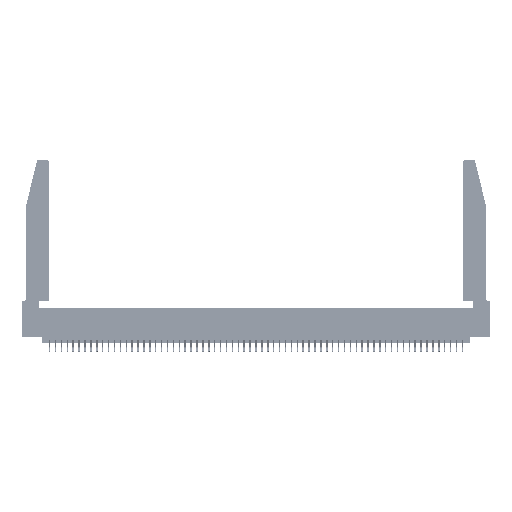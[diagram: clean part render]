
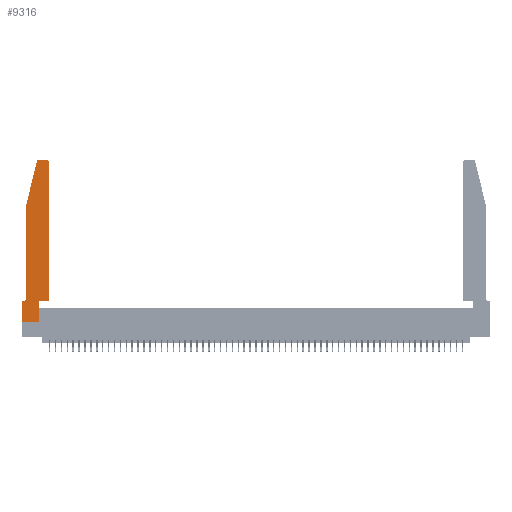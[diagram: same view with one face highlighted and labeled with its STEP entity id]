
A CAD part, top view. The second image highlights one B-rep face of the part: STEP entity #9316.
In plain terms, the highlighted planar face has unit normal (0, 0, 1).
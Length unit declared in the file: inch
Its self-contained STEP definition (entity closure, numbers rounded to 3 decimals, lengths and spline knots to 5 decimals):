
#1102 = CARTESIAN_POINT ( 'NONE',  ( 0.0755, 0.35, 0.37 ) ) ;
#1228 = DIRECTION ( 'NONE',  ( 0., 0., 1. ) ) ;
#3558 = AXIS2_PLACEMENT_3D ( 'NONE', #48889, #53270, #27179 ) ;
#4063 = ORIENTED_EDGE ( 'NONE', *, *, #16468, .T. ) ;
#4303 = LINE ( 'NONE', #41189, #26494 ) ;
#4327 = DIRECTION ( 'NONE',  ( 1., 0., 0. ) ) ;
#4356 = LINE ( 'NONE', #30575, #26543 ) ;
#5296 = ORIENTED_EDGE ( 'NONE', *, *, #50348, .T. ) ;
#6396 = AXIS2_PLACEMENT_3D ( 'NONE', #27776, #1228, #32184 ) ;
#6952 = LINE ( 'NONE', #9614, #29063 ) ;
#8510 = CARTESIAN_POINT ( 'NONE',  ( 0.25487, 2.72718, 0.37 ) ) ;
#9026 = CIRCLE ( 'NONE', #15637, 0.03 ) ;
#9316 = ADVANCED_FACE ( 'NONE', ( #42001 ), #18374, .T. ) ;
#9323 = EDGE_CURVE ( 'NONE', #39299, #29973, #6952, .T. ) ;
#9439 = VECTOR ( 'NONE', #36600, 39.37008 ) ;
#9546 = ORIENTED_EDGE ( 'NONE', *, *, #9323, .T. ) ;
#9614 = CARTESIAN_POINT ( 'NONE',  ( 0.0755, 2., 0.37 ) ) ;
#11020 = CARTESIAN_POINT ( 'NONE',  ( 0., 0.35, 0.37 ) ) ;
#11623 = ORIENTED_EDGE ( 'NONE', *, *, #22769, .T. ) ;
#13783 = VECTOR ( 'NONE', #38036, 39.37008 ) ;
#13793 = CARTESIAN_POINT ( 'NONE',  ( 0.4505, 2.72, 0.37 ) ) ;
#14003 = EDGE_CURVE ( 'NONE', #53958, #41425, #51339, .T. ) ;
#15637 = AXIS2_PLACEMENT_3D ( 'NONE', #47790, #21682, #52165 ) ;
#15873 = VERTEX_POINT ( 'NONE', #51993 ) ;
#16184 = EDGE_CURVE ( 'NONE', #41425, #39299, #44928, .T. ) ;
#16424 = ORIENTED_EDGE ( 'NONE', *, *, #26309, .T. ) ;
#16468 = EDGE_CURVE ( 'NONE', #15873, #28284, #21045, .T. ) ;
#17049 = EDGE_CURVE ( 'NONE', #52189, #24011, #4356, .T. ) ;
#17772 = CARTESIAN_POINT ( 'NONE',  ( 0.4505, 0.35, 0.37 ) ) ;
#18374 = PLANE ( 'NONE',  #3558 ) ;
#18549 = CARTESIAN_POINT ( 'NONE',  ( 0.4505, 0.35, 0.37 ) ) ;
#18615 = DIRECTION ( 'NONE',  ( 0., 0., -1. ) ) ;
#21045 = LINE ( 'NONE', #17772, #42894 ) ;
#21109 = DIRECTION ( 'NONE',  ( 0., -1., 0. ) ) ;
#21682 = DIRECTION ( 'NONE',  ( 0., 0., 1. ) ) ;
#22769 = EDGE_CURVE ( 'NONE', #51254, #54713, #46596, .T. ) ;
#23607 = LINE ( 'NONE', #44972, #32514 ) ;
#24011 = VERTEX_POINT ( 'NONE', #39472 ) ;
#25159 = LINE ( 'NONE', #34095, #35388 ) ;
#25504 = LINE ( 'NONE', #29304, #13783 ) ;
#25831 = CARTESIAN_POINT ( 'NONE',  ( 0.0055, 0.35, 0.37 ) ) ;
#26309 = EDGE_CURVE ( 'NONE', #53108, #52189, #25159, .T. ) ;
#26494 = VECTOR ( 'NONE', #41370, 39.37008 ) ;
#26543 = VECTOR ( 'NONE', #34949, 39.37008 ) ;
#27179 = DIRECTION ( 'NONE',  ( 1., 0., 0. ) ) ;
#27483 = ORIENTED_EDGE ( 'NONE', *, *, #29998, .T. ) ;
#27776 = CARTESIAN_POINT ( 'NONE',  ( 0.284, 2.72, 0.37 ) ) ;
#28284 = VERTEX_POINT ( 'NONE', #18549 ) ;
#29063 = VECTOR ( 'NONE', #44688, 39.37008 ) ;
#29304 = CARTESIAN_POINT ( 'NONE',  ( 0.0755, 2., 0.37 ) ) ;
#29973 = VERTEX_POINT ( 'NONE', #55393 ) ;
#29998 = EDGE_CURVE ( 'NONE', #29973, #51254, #25504, .T. ) ;
#30267 = CARTESIAN_POINT ( 'NONE',  ( 0.0755, 0.42, 0.37 ) ) ;
#30575 = CARTESIAN_POINT ( 'NONE',  ( 0., 0., 0.37 ) ) ;
#31774 = AXIS2_PLACEMENT_3D ( 'NONE', #44729, #18615, #49129 ) ;
#32184 = DIRECTION ( 'NONE',  ( 1., 0., 0. ) ) ;
#32397 = VERTEX_POINT ( 'NONE', #13793 ) ;
#32514 = VECTOR ( 'NONE', #49372, 39.37008 ) ;
#34095 = CARTESIAN_POINT ( 'NONE',  ( 0., 0., 0.37 ) ) ;
#34949 = DIRECTION ( 'NONE',  ( 1., 0., 0. ) ) ;
#35388 = VECTOR ( 'NONE', #21109, 39.37008 ) ;
#36600 = DIRECTION ( 'NONE',  ( -1., 0., 0. ) ) ;
#38036 = DIRECTION ( 'NONE',  ( 0., -1., 0. ) ) ;
#39080 = DIRECTION ( 'NONE',  ( -1., 0., 0. ) ) ;
#39299 = VERTEX_POINT ( 'NONE', #8510 ) ;
#39472 = CARTESIAN_POINT ( 'NONE',  ( 0.2865, 0., 0.37 ) ) ;
#39746 = VECTOR ( 'NONE', #39080, 39.37008 ) ;
#41189 = CARTESIAN_POINT ( 'NONE',  ( 0.4505, 0.35, 0.37 ) ) ;
#41370 = DIRECTION ( 'NONE',  ( 0., 1., 0. ) ) ;
#41425 = VERTEX_POINT ( 'NONE', #54641 ) ;
#42001 = FACE_OUTER_BOUND ( 'NONE', #50636, .T. ) ;
#42894 = VECTOR ( 'NONE', #4327, 39.37008 ) ;
#43029 = CARTESIAN_POINT ( 'NONE',  ( 0., 0., 0.37 ) ) ;
#43120 = CARTESIAN_POINT ( 'NONE',  ( 0.4205, 2.75, 0.37 ) ) ;
#44227 = ORIENTED_EDGE ( 'NONE', *, *, #46390, .T. ) ;
#44688 = DIRECTION ( 'NONE',  ( -0.239, -0.971, 0. ) ) ;
#44729 = CARTESIAN_POINT ( 'NONE',  ( 0.0055, 0.42, 0.37 ) ) ;
#44928 = CIRCLE ( 'NONE', #6396, 0.03 ) ;
#44972 = CARTESIAN_POINT ( 'NONE',  ( 0.2865, 0.35, 0.37 ) ) ;
#45913 = EDGE_CURVE ( 'NONE', #24011, #15873, #23607, .T. ) ;
#46349 = ORIENTED_EDGE ( 'NONE', *, *, #14003, .T. ) ;
#46390 = EDGE_CURVE ( 'NONE', #32397, #53958, #9026, .T. ) ;
#46596 = CIRCLE ( 'NONE', #31774, 0.07 ) ;
#47111 = ORIENTED_EDGE ( 'NONE', *, *, #45913, .T. ) ;
#47790 = CARTESIAN_POINT ( 'NONE',  ( 0.4205, 2.72, 0.37 ) ) ;
#48889 = CARTESIAN_POINT ( 'NONE',  ( 0., 0.35, 0.37 ) ) ;
#49129 = DIRECTION ( 'NONE',  ( -1., 0., 0. ) ) ;
#49372 = DIRECTION ( 'NONE',  ( 0., 1., 0. ) ) ;
#50348 = EDGE_CURVE ( 'NONE', #28284, #32397, #4303, .T. ) ;
#50636 = EDGE_LOOP ( 'NONE', ( #46349, #52593, #9546, #27483, #11623, #51831, #16424, #52584, #47111, #4063, #5296, #44227 ) ) ;
#51254 = VERTEX_POINT ( 'NONE', #30267 ) ;
#51339 = LINE ( 'NONE', #56403, #39746 ) ;
#51831 = ORIENTED_EDGE ( 'NONE', *, *, #54198, .T. ) ;
#51993 = CARTESIAN_POINT ( 'NONE',  ( 0.2865, 0.35, 0.37 ) ) ;
#52165 = DIRECTION ( 'NONE',  ( 1., 0., 0. ) ) ;
#52189 = VERTEX_POINT ( 'NONE', #43029 ) ;
#52584 = ORIENTED_EDGE ( 'NONE', *, *, #17049, .T. ) ;
#52593 = ORIENTED_EDGE ( 'NONE', *, *, #16184, .T. ) ;
#53108 = VERTEX_POINT ( 'NONE', #11020 ) ;
#53270 = DIRECTION ( 'NONE',  ( 0., 0., 1. ) ) ;
#53958 = VERTEX_POINT ( 'NONE', #43120 ) ;
#54198 = EDGE_CURVE ( 'NONE', #54713, #53108, #56016, .T. ) ;
#54641 = CARTESIAN_POINT ( 'NONE',  ( 0.284, 2.75, 0.37 ) ) ;
#54713 = VERTEX_POINT ( 'NONE', #25831 ) ;
#55393 = CARTESIAN_POINT ( 'NONE',  ( 0.0755, 2., 0.37 ) ) ;
#56016 = LINE ( 'NONE', #1102, #9439 ) ;
#56403 = CARTESIAN_POINT ( 'NONE',  ( 0.2605, 2.75, 0.37 ) ) ;
